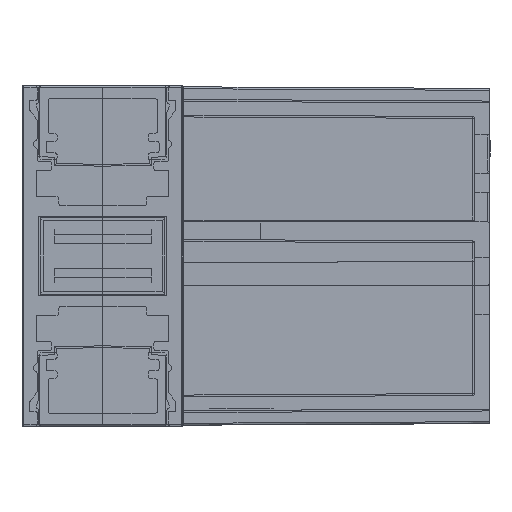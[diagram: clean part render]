
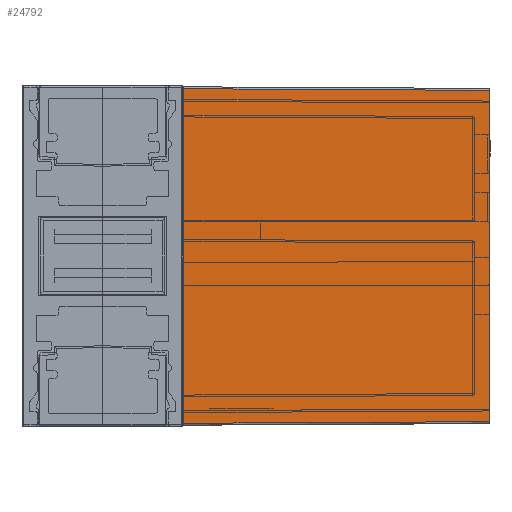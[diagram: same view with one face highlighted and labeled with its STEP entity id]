
A CAD part, front view. The second image highlights one B-rep face of the part: STEP entity #24792.
In plain terms, the highlighted planar face has unit normal (0.005, -1, 0).
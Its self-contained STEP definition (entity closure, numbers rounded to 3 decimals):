
#821=PLANE('',#26482);
#1721=FACE_OUTER_BOUND('',#3087,.T.);
#3087=EDGE_LOOP('',(#17102,#17103,#17104,#17105,#17106,#17107));
#4636=LINE('',#36718,#7046);
#4726=LINE('',#36972,#7136);
#4735=LINE('',#36992,#7145);
#4746=LINE('',#37020,#7156);
#4760=LINE('',#37063,#7170);
#4761=LINE('',#37064,#7171);
#7046=VECTOR('',#29546,10.);
#7136=VECTOR('',#29830,10.);
#7145=VECTOR('',#29851,10.);
#7156=VECTOR('',#29890,10.);
#7170=VECTOR('',#29958,10.);
#7171=VECTOR('',#29959,10.);
#10176=VERTEX_POINT('',#36675);
#10196=VERTEX_POINT('',#36716);
#10263=VERTEX_POINT('',#36969);
#10266=VERTEX_POINT('',#36985);
#10268=VERTEX_POINT('',#36990);
#10271=VERTEX_POINT('',#37018);
#12674=EDGE_CURVE('',#10196,#10176,#4636,.F.);
#12806=EDGE_CURVE('',#10176,#10263,#4726,.T.);
#12817=EDGE_CURVE('',#10268,#10266,#4735,.T.);
#12833=EDGE_CURVE('',#10271,#10196,#4746,.T.);
#12849=EDGE_CURVE('',#10266,#10271,#4760,.T.);
#12850=EDGE_CURVE('',#10263,#10268,#4761,.T.);
#17102=ORIENTED_EDGE('',*,*,#12806,.F.);
#17103=ORIENTED_EDGE('',*,*,#12674,.F.);
#17104=ORIENTED_EDGE('',*,*,#12833,.F.);
#17105=ORIENTED_EDGE('',*,*,#12849,.F.);
#17106=ORIENTED_EDGE('',*,*,#12817,.F.);
#17107=ORIENTED_EDGE('',*,*,#12850,.F.);
#24792=ADVANCED_FACE('',(#1721),#821,.T.);
#26482=AXIS2_PLACEMENT_3D('',#37062,#29956,#29957);
#29546=DIRECTION('',(0.,0.,1.));
#29830=DIRECTION('',(-1.,-0.005,-0.005));
#29851=DIRECTION('',(0.,0.,1.));
#29890=DIRECTION('',(1.,0.005,-0.005));
#29956=DIRECTION('center_axis',(0.005,-1.,
0.));
#29957=DIRECTION('ref_axis',(0.,0.,
1.));
#29958=DIRECTION('',(0.,0.,1.));
#29959=DIRECTION('',(0.,0.,1.));
#36675=CARTESIAN_POINT('',(39.75,-458.035,-17.035));
#36716=CARTESIAN_POINT('',(39.75,-458.035,17.035));
#36718=CARTESIAN_POINT('',(39.75,-458.035,-8.7));
#36969=CARTESIAN_POINT('',(8.25,-458.2,-17.2));
#36972=CARTESIAN_POINT('',(39.791,-458.035,-17.035));
#36985=CARTESIAN_POINT('',(8.25,-458.2,3.5));
#36990=CARTESIAN_POINT('',(8.25,-458.2,-3.5));
#36992=CARTESIAN_POINT('',(8.25,-458.2,-17.4));
#37018=CARTESIAN_POINT('',(8.25,-458.2,17.2));
#37020=CARTESIAN_POINT('',(39.839,-458.035,17.035));
#37062=CARTESIAN_POINT('Origin',(39.75,-458.035,-17.4));
#37063=CARTESIAN_POINT('',(8.25,-458.2,-0.05));
#37064=CARTESIAN_POINT('',(8.25,-458.2,-0.05));
